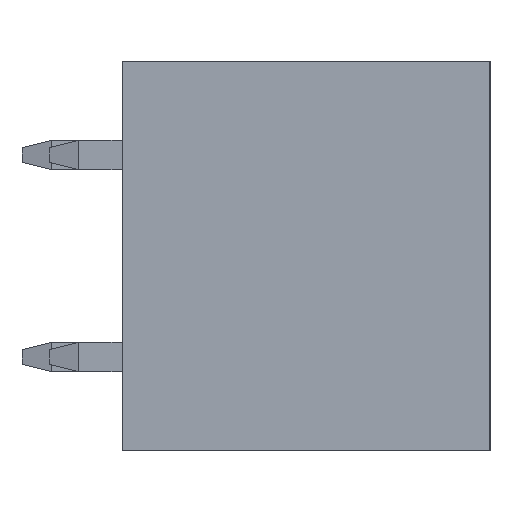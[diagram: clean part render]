
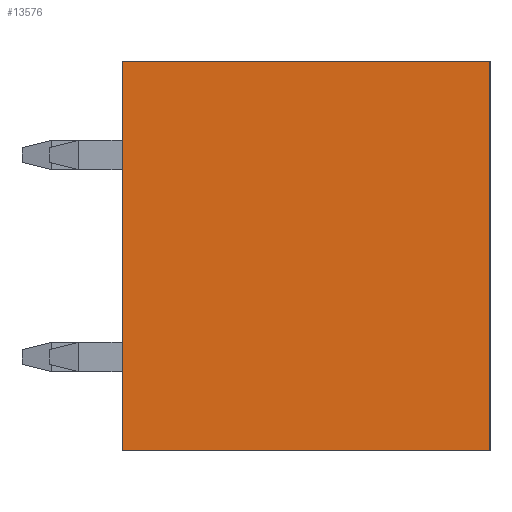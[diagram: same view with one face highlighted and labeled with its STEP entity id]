
A CAD part, left-side view. The second image highlights one B-rep face of the part: STEP entity #13576.
In plain terms, the highlighted planar face has unit normal (-1, 0, 0).
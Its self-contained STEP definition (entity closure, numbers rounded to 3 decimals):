
#1757=LINE('',#22126,#3257);
#1767=LINE('',#22147,#3267);
#1772=LINE('',#22156,#3272);
#1803=LINE('',#22206,#3303);
#3257=VECTOR('',#18112,1000.);
#3267=VECTOR('',#18126,1000.);
#3272=VECTOR('',#18133,1000.);
#3303=VECTOR('',#18172,1000.);
#6682=ORIENTED_EDGE('',*,*,#8918,.T.);
#6683=ORIENTED_EDGE('',*,*,#8908,.T.);
#6684=ORIENTED_EDGE('',*,*,#8957,.T.);
#6685=ORIENTED_EDGE('',*,*,#8923,.T.);
#8908=EDGE_CURVE('',#10247,#10246,#1757,.T.);
#8918=EDGE_CURVE('',#10256,#10247,#1767,.T.);
#8923=EDGE_CURVE('',#10259,#10256,#1772,.T.);
#8957=EDGE_CURVE('',#10246,#10259,#1803,.T.);
#10246=VERTEX_POINT('',#22125);
#10247=VERTEX_POINT('',#22127);
#10256=VERTEX_POINT('',#22148);
#10259=VERTEX_POINT('',#22157);
#11411=EDGE_LOOP('',(#6682,#6683,#6684,#6685));
#12305=FACE_BOUND('',#11411,.T.);
#12856=PLANE('',#14710);
#13576=ADVANCED_FACE('',(#12305),#12856,.T.);
#14710=AXIS2_PLACEMENT_3D('',#22207,#18173,#18174);
#18112=DIRECTION('',(0.,-1.,0.));
#18126=DIRECTION('',(0.,0.,-1.));
#18133=DIRECTION('',(0.,1.,0.));
#18172=DIRECTION('',(0.,0.,1.));
#18173=DIRECTION('',(-1.,0.,0.));
#18174=DIRECTION('',(0.,0.,1.));
#22125=CARTESIAN_POINT('',(-17.9,-5.,-5.3));
#22126=CARTESIAN_POINT('',(-17.9,5.,-5.3));
#22127=CARTESIAN_POINT('',(-17.9,5.,-5.3));
#22147=CARTESIAN_POINT('',(-17.9,5.,5.3));
#22148=CARTESIAN_POINT('',(-17.9,5.,5.3));
#22156=CARTESIAN_POINT('',(-17.9,-5.,5.3));
#22157=CARTESIAN_POINT('',(-17.9,-5.,5.3));
#22206=CARTESIAN_POINT('',(-17.9,-5.,-5.3));
#22207=CARTESIAN_POINT('',(-17.9,0.,0.));
